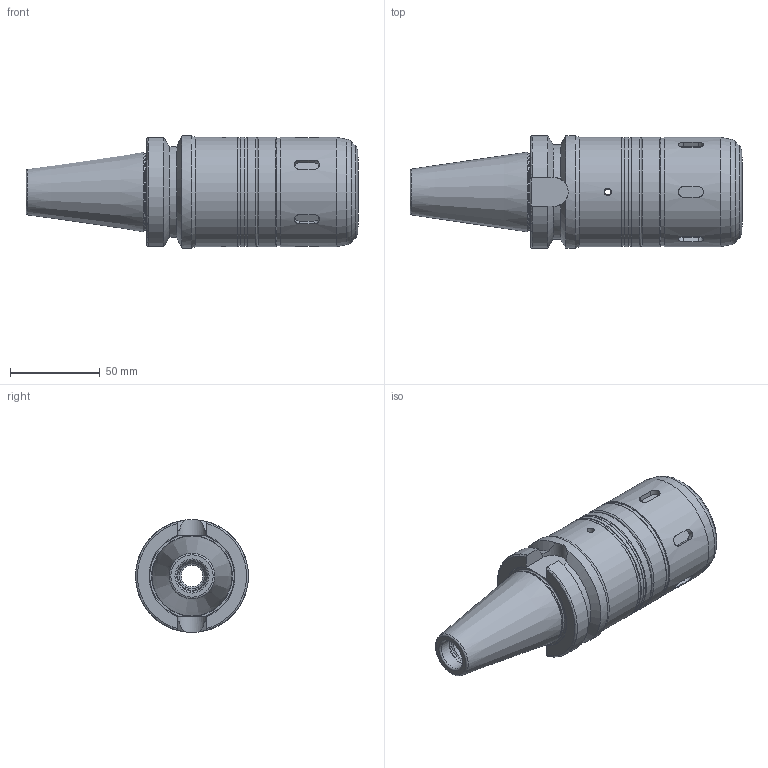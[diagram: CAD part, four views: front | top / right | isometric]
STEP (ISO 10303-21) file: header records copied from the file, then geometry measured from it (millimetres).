
FILE_DESCRIPTION((''),'2;1');
FILE_NAME('314040325120-3D.stp','2020-03-31T16:12:23',('nttooll'),(''),'Autodesk Inventor 2012','Autodesk Inventor 2012','');
FILE_SCHEMA(('AUTOMOTIVE_DESIGN { 1 0 10303 214 1 1 1 1 }'));
Length unit declared in the file: millimetre
Products named in the file (1): 314040325120-3D
Bounding box: 185.4 x 63 x 63 mm (x, y, z)
Volume: 342518.4 mm3; surface area: 49370.1 mm2
Topology: 1 solids, 1 shells, 115 faces, 259 edges, 161 vertices
Faces by surface type: cylinder 42, plane 37, cone 22, torus 14
Full cylindrical faces by diameter (mm): 3.4 x2, 4 x2, 12 x1, 14 x1, 14.25 x1, 16 x1, 17 x1, 17.4 x1, 25 x1, 25.2 x1, 25.5 x1, 43.5 x1, 49 x1, 60 x1, 60.6 x2, 61 x5, 63 x1
Entity records: 3274 total; most frequent: CARTESIAN_POINT 928, DIRECTION 482, ORIENTED_EDGE 404, AXIS2_PLACEMENT_3D 206, EDGE_CURVE 202, EDGE_LOOP 188, VERTEX_POINT 156, FACE_OUTER_BOUND 115
